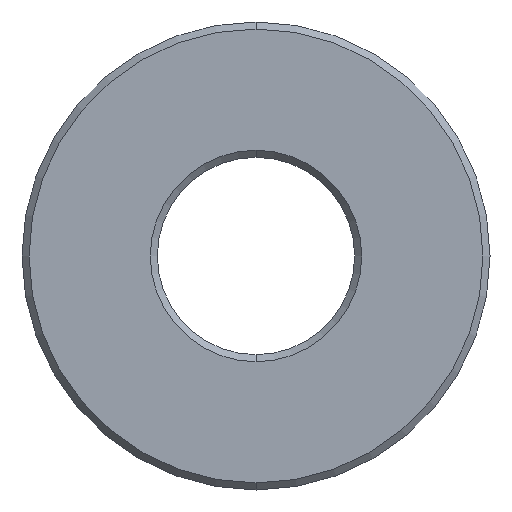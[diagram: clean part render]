
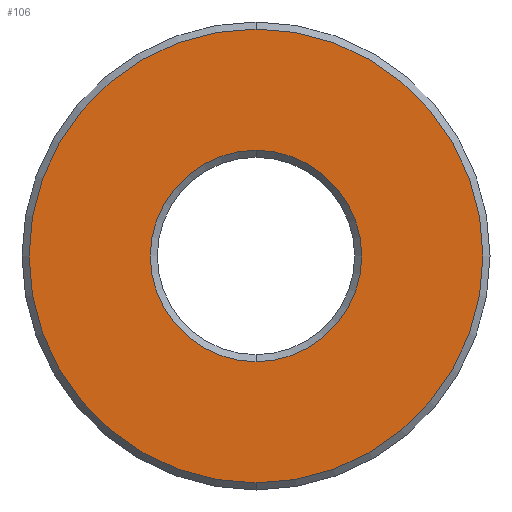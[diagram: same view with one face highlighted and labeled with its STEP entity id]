
A CAD part, front view. The second image highlights one B-rep face of the part: STEP entity #106.
In plain terms, the highlighted planar face has unit normal (0, -1, 0).
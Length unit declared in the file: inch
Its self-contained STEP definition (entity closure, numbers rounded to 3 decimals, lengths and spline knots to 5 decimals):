
#3 = CARTESIAN_POINT ( 'NONE',  ( 0., -0.125, 0. ) ) ;
#12 = VERTEX_POINT ( 'NONE', #15 ) ;
#15 = CARTESIAN_POINT ( 'NONE',  ( 0., -0.125, -0.2415 ) ) ;
#18 = ORIENTED_EDGE ( 'NONE', *, *, #86, .T. ) ;
#19 = CARTESIAN_POINT ( 'NONE',  ( -0.105, -0.125, 0. ) ) ;
#21 = CIRCLE ( 'NONE', #174, 0.1125 ) ;
#24 = AXIS2_PLACEMENT_3D ( 'NONE', #36, #173, #410 ) ;
#36 = CARTESIAN_POINT ( 'NONE',  ( 0., -0.125, 0. ) ) ;
#47 = ORIENTED_EDGE ( 'NONE', *, *, #154, .T. ) ;
#64 = DIRECTION ( 'NONE',  ( 0., 0., -1. ) ) ;
#86 = EDGE_CURVE ( 'NONE', #12, #169, #151, .T. ) ;
#96 = PLANE ( 'NONE',  #427 ) ;
#106 = ADVANCED_FACE ( 'NONE', ( #216, #213 ), #96, .T. ) ;
#112 = DIRECTION ( 'NONE',  ( 0., 1., 0. ) ) ;
#124 = VERTEX_POINT ( 'NONE', #194 ) ;
#129 = DIRECTION ( 'NONE',  ( 0., -1., 0. ) ) ;
#137 = EDGE_LOOP ( 'NONE', ( #166, #47 ) ) ;
#151 = CIRCLE ( 'NONE', #325, 0.2415 ) ;
#154 = EDGE_CURVE ( 'NONE', #124, #396, #163, .T. ) ;
#163 = CIRCLE ( 'NONE', #240, 0.1125 ) ;
#164 = DIRECTION ( 'NONE',  ( 0., 0., -1. ) ) ;
#166 = ORIENTED_EDGE ( 'NONE', *, *, #439, .T. ) ;
#167 = DIRECTION ( 'NONE',  ( 0., 0., -1. ) ) ;
#169 = VERTEX_POINT ( 'NONE', #298 ) ;
#173 = DIRECTION ( 'NONE',  ( 0., -1., 0. ) ) ;
#174 = AXIS2_PLACEMENT_3D ( 'NONE', #3, #112, #279 ) ;
#194 = CARTESIAN_POINT ( 'NONE',  ( 0., -0.125, 0.1125 ) ) ;
#213 = FACE_BOUND ( 'NONE', #137, .T. ) ;
#216 = FACE_OUTER_BOUND ( 'NONE', #249, .T. ) ;
#230 = DIRECTION ( 'NONE',  ( 0., -1., 0. ) ) ;
#240 = AXIS2_PLACEMENT_3D ( 'NONE', #297, #268, #167 ) ;
#249 = EDGE_LOOP ( 'NONE', ( #444, #18 ) ) ;
#268 = DIRECTION ( 'NONE',  ( 0., 1., 0. ) ) ;
#279 = DIRECTION ( 'NONE',  ( 0., 0., -1. ) ) ;
#293 = EDGE_CURVE ( 'NONE', #169, #12, #330, .T. ) ;
#297 = CARTESIAN_POINT ( 'NONE',  ( 0., -0.125, 0. ) ) ;
#298 = CARTESIAN_POINT ( 'NONE',  ( 0., -0.125, 0.2415 ) ) ;
#325 = AXIS2_PLACEMENT_3D ( 'NONE', #366, #129, #164 ) ;
#330 = CIRCLE ( 'NONE', #24, 0.2415 ) ;
#366 = CARTESIAN_POINT ( 'NONE',  ( 0., -0.125, 0. ) ) ;
#396 = VERTEX_POINT ( 'NONE', #415 ) ;
#410 = DIRECTION ( 'NONE',  ( 0., 0., -1. ) ) ;
#415 = CARTESIAN_POINT ( 'NONE',  ( 0., -0.125, -0.1125 ) ) ;
#427 = AXIS2_PLACEMENT_3D ( 'NONE', #19, #230, #64 ) ;
#439 = EDGE_CURVE ( 'NONE', #396, #124, #21, .T. ) ;
#444 = ORIENTED_EDGE ( 'NONE', *, *, #293, .T. ) ;
